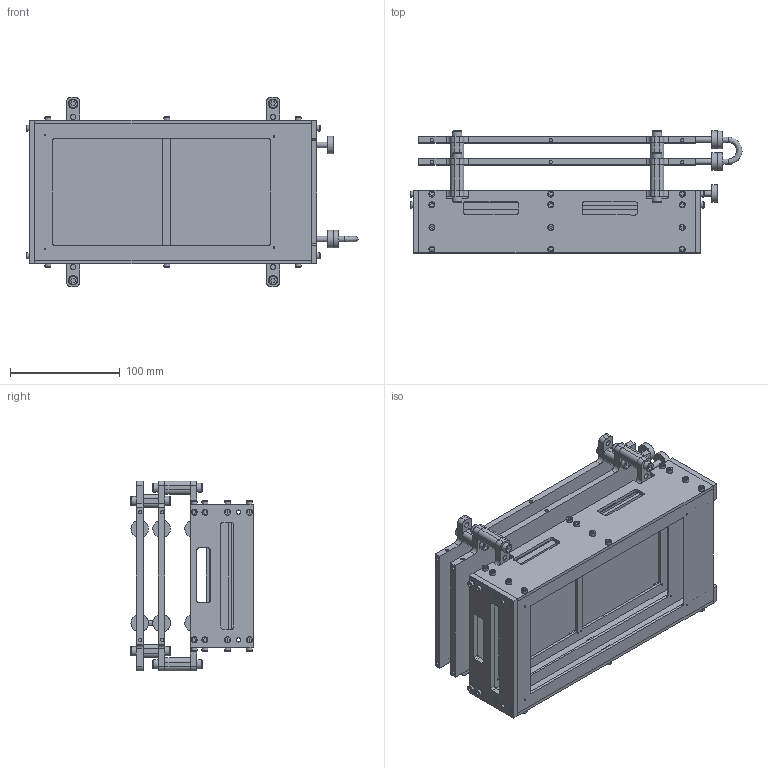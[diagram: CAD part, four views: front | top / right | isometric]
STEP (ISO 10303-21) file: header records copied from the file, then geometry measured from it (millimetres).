
FILE_DESCRIPTION((''),'2;1');
FILE_NAME('QUADRANTE.stp','2012-07-03T09:22:45',('User'),( 'SDRC'),'I-DEAS Master Series','UNIX','Yes');
FILE_SCHEMA(('CONFIG_CONTROL_DESIGN', 'GEOMETRIC_VALIDATION_PROPERTIES_MIM','SHAPE_APPEARANCE_LAYER_MIM'));
Length unit declared in the file: millimetre
Assembly tree (81 placements, depth 0):
Bounding box: 303 x 111.38 x 173 mm (x, y, z)
Volume: 906777.2 mm3; surface area: 439323.8 mm2
Topology: 75 solids, 75 shells, 1559 faces, 3644 edges, 2470 vertices
Faces by surface type: bspline 1559
Entity records: 22172 total; most frequent: CARTESIAN_POINT 8906, ORIENTED_EDGE 2514, EDGE_CURVE 1257, VERTEX_POINT 828, EDGE_LOOP 683, FACE_OUTER_BOUND 495, ADVANCED_FACE 495, QUASI_UNIFORM_CURVE 428
